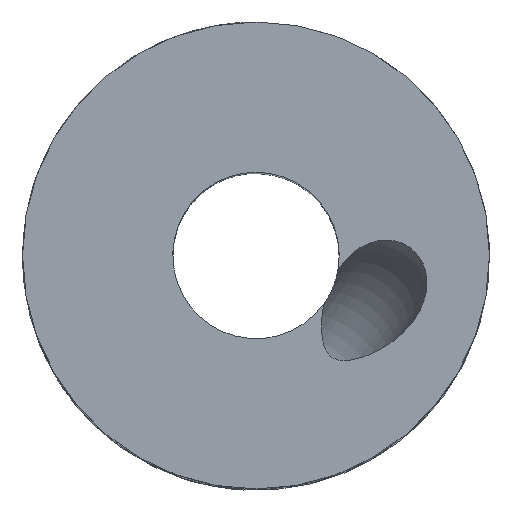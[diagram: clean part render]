
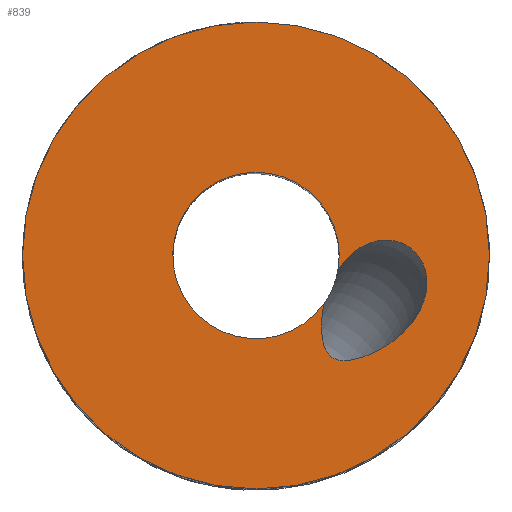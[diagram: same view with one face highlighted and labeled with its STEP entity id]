
A CAD part, top view. The second image highlights one B-rep face of the part: STEP entity #839.
In plain terms, the highlighted planar face has unit normal (0, 0, 1).
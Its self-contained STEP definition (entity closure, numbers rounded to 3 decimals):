
#19=FACE_BOUND('',#120,.T.);
#37=PLANE('',#934);
#76=FACE_OUTER_BOUND('',#119,.T.);
#119=EDGE_LOOP('',(#747));
#120=EDGE_LOOP('',(#748,#749,#750,#751));
#145=CIRCLE('',#898,4.1);
#147=CIRCLE('',#900,4.1);
#167=CIRCLE('',#933,11.5);
#222=B_SPLINE_CURVE_WITH_KNOTS('',3,(#3903,#3904,#3905,#3906,#3907,#3908,
#3909,#3910,#3911,#3912,#3913,#3914,#3915,#3916,#3917,#3918,#3919,#3920,
#3921,#3922,#3923,#3924,#3925,#3926,#3927,#3928,#3929,#3930,#3931,#3932,
#3933),.UNSPECIFIED.,.F.,.F.,(4,2,2,2,2,3,2,2,2,2,2,2,2,2,4),(1.257,
1.27,1.387,1.483,1.568,1.646,
1.724,1.809,1.906,2.022,2.151,
2.292,2.404,2.44,2.469),
 .UNSPECIFIED.);
#223=B_SPLINE_CURVE_WITH_KNOTS('',3,(#3934,#3935,#3936,#3937,#3938,#3939,
#3940,#3941,#3942,#3943),.UNSPECIFIED.,.F.,.F.,(4,2,2,2,4),(2.469,
2.498,2.535,2.647,2.732),
 .UNSPECIFIED.);
#349=VERTEX_POINT('',#1947);
#350=VERTEX_POINT('',#1948);
#351=VERTEX_POINT('',#1977);
#381=VERTEX_POINT('',#3901);
#383=VERTEX_POINT('',#3953);
#458=EDGE_CURVE('',#350,#351,#145,.T.);
#461=EDGE_CURVE('',#351,#349,#147,.T.);
#505=EDGE_CURVE('',#350,#381,#222,.T.);
#506=EDGE_CURVE('',#381,#349,#223,.T.);
#511=EDGE_CURVE('',#383,#383,#167,.T.);
#747=ORIENTED_EDGE('',*,*,#511,.T.);
#748=ORIENTED_EDGE('',*,*,#505,.T.);
#749=ORIENTED_EDGE('',*,*,#506,.T.);
#750=ORIENTED_EDGE('',*,*,#461,.F.);
#751=ORIENTED_EDGE('',*,*,#458,.F.);
#839=ADVANCED_FACE('',(#76,#19),#37,.T.);
#898=AXIS2_PLACEMENT_3D('',#1978,#1053,#1054);
#900=AXIS2_PLACEMENT_3D('',#1981,#1058,#1059);
#933=AXIS2_PLACEMENT_3D('',#3954,#1129,#1130);
#934=AXIS2_PLACEMENT_3D('',#3956,#1132,#1133);
#1053=DIRECTION('center_axis',(0.,0.,1.));
#1054=DIRECTION('ref_axis',(1.,0.,0.));
#1058=DIRECTION('center_axis',(0.,0.,1.));
#1059=DIRECTION('ref_axis',(1.,0.,0.));
#1129=DIRECTION('center_axis',(0.,0.,1.));
#1130=DIRECTION('ref_axis',(1.,0.,0.));
#1132=DIRECTION('center_axis',(0.,0.,1.));
#1133=DIRECTION('ref_axis',(1.,0.,0.));
#1947=CARTESIAN_POINT('',(3.351,-2.363,39.7));
#1948=CARTESIAN_POINT('',(4.042,-0.684,39.7));
#1977=CARTESIAN_POINT('',(0.,4.1,39.7));
#1978=CARTESIAN_POINT('Origin',(0.,0.,39.7));
#1981=CARTESIAN_POINT('Origin',(0.,0.,39.7));
#3901=CARTESIAN_POINT('',(3.736,-5.004,39.7));
#3903=CARTESIAN_POINT('Ctrl Pts',(4.042,-0.684,39.7));
#3904=CARTESIAN_POINT('Ctrl Pts',(4.067,-0.648,39.7));
#3905=CARTESIAN_POINT('Ctrl Pts',(4.091,-0.612,39.7));
#3906=CARTESIAN_POINT('Ctrl Pts',(4.341,-0.259,39.7));
#3907=CARTESIAN_POINT('Ctrl Pts',(4.666,0.076,39.7));
#3908=CARTESIAN_POINT('Ctrl Pts',(5.253,0.477,39.7));
#3909=CARTESIAN_POINT('Ctrl Pts',(5.604,0.638,39.7));
#3910=CARTESIAN_POINT('Ctrl Pts',(6.194,0.769,39.7));
#3911=CARTESIAN_POINT('Ctrl Pts',(6.534,0.778,39.7));
#3912=CARTESIAN_POINT('Ctrl Pts',(7.067,0.673,39.7));
#3913=CARTESIAN_POINT('Ctrl Pts',(7.355,0.552,39.7));
#3914=CARTESIAN_POINT('Ctrl Pts',(7.567,0.401,39.7));
#3915=CARTESIAN_POINT('Ctrl Pts',(7.78,0.25,39.7));
#3916=CARTESIAN_POINT('Ctrl Pts',(7.99,0.019,39.7));
#3917=CARTESIAN_POINT('Ctrl Pts',(8.265,-0.449,39.7));
#3918=CARTESIAN_POINT('Ctrl Pts',(8.369,-0.772,39.7));
#3919=CARTESIAN_POINT('Ctrl Pts',(8.441,-1.373,39.7));
#3920=CARTESIAN_POINT('Ctrl Pts',(8.406,-1.757,39.7));
#3921=CARTESIAN_POINT('Ctrl Pts',(8.221,-2.444,39.7));
#3922=CARTESIAN_POINT('Ctrl Pts',(8.012,-2.862,39.7));
#3923=CARTESIAN_POINT('Ctrl Pts',(7.54,-3.529,39.7));
#3924=CARTESIAN_POINT('Ctrl Pts',(7.177,-3.894,39.7));
#3925=CARTESIAN_POINT('Ctrl Pts',(6.469,-4.445,39.7));
#3926=CARTESIAN_POINT('Ctrl Pts',(5.982,-4.728,39.7));
#3927=CARTESIAN_POINT('Ctrl Pts',(5.202,-5.045,39.7));
#3928=CARTESIAN_POINT('Ctrl Pts',(4.771,-5.172,39.7));
#3929=CARTESIAN_POINT('Ctrl Pts',(4.276,-5.18,39.7));
#3930=CARTESIAN_POINT('Ctrl Pts',(4.131,-5.166,39.7));
#3931=CARTESIAN_POINT('Ctrl Pts',(3.921,-5.108,39.7));
#3932=CARTESIAN_POINT('Ctrl Pts',(3.815,-5.06,39.7));
#3933=CARTESIAN_POINT('Ctrl Pts',(3.736,-5.004,39.7));
#3934=CARTESIAN_POINT('Ctrl Pts',(3.736,-5.004,39.7));
#3935=CARTESIAN_POINT('Ctrl Pts',(3.657,-4.948,39.7));
#3936=CARTESIAN_POINT('Ctrl Pts',(3.577,-4.864,39.7));
#3937=CARTESIAN_POINT('Ctrl Pts',(3.452,-4.685,39.7));
#3938=CARTESIAN_POINT('Ctrl Pts',(3.392,-4.553,39.7));
#3939=CARTESIAN_POINT('Ctrl Pts',(3.235,-4.083,39.7));
#3940=CARTESIAN_POINT('Ctrl Pts',(3.212,-3.635,39.7));
#3941=CARTESIAN_POINT('Ctrl Pts',(3.244,-2.979,39.7));
#3942=CARTESIAN_POINT('Ctrl Pts',(3.285,-2.664,39.7));
#3943=CARTESIAN_POINT('Ctrl Pts',(3.351,-2.363,39.7));
#3953=CARTESIAN_POINT('',(0.,11.5,39.7));
#3954=CARTESIAN_POINT('Origin',(0.,0.,39.7));
#3956=CARTESIAN_POINT('Origin',(0.,-4.1,39.7));
